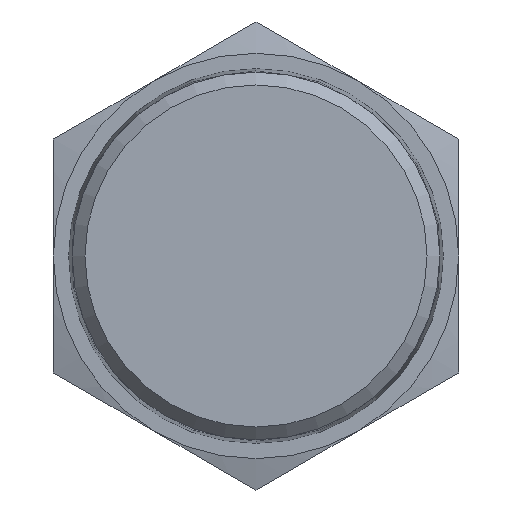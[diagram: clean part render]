
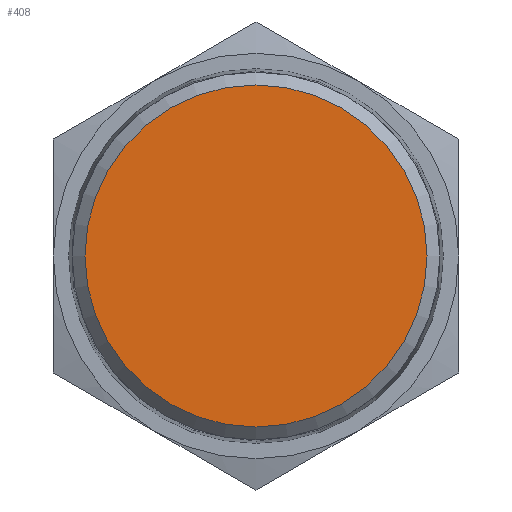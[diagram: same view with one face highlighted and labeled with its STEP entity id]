
A CAD part, front view. The second image highlights one B-rep face of the part: STEP entity #408.
In plain terms, the highlighted planar face has unit normal (0, -1, 0).
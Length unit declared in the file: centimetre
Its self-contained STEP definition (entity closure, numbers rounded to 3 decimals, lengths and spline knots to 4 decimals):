
#39=PLANE('',#458);
#99=FACE_OUTER_BOUND('',#135,.T.);
#135=EDGE_LOOP('',(#337));
#137=CIRCLE('',#413,2.743);
#157=VERTEX_POINT('',#567);
#189=EDGE_CURVE('',#157,#157,#137,.T.);
#337=ORIENTED_EDGE('',*,*,#189,.F.);
#408=ADVANCED_FACE('',(#99),#39,.F.);
#413=AXIS2_PLACEMENT_3D('',#568,#465,#466);
#458=AXIS2_PLACEMENT_3D('',#721,#561,#562);
#465=DIRECTION('center_axis',(0.,1.,0.));
#466=DIRECTION('ref_axis',(0.,0.,1.));
#561=DIRECTION('center_axis',(0.,1.,0.));
#562=DIRECTION('ref_axis',(-0.961,0.,0.276));
#567=CARTESIAN_POINT('',(0.,0.,-2.743));
#568=CARTESIAN_POINT('Origin',(0.,0.,0.));
#721=CARTESIAN_POINT('Origin',(0.,0.,0.));
